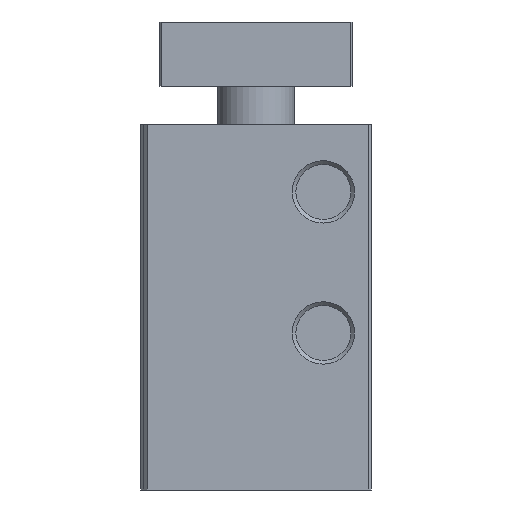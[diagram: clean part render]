
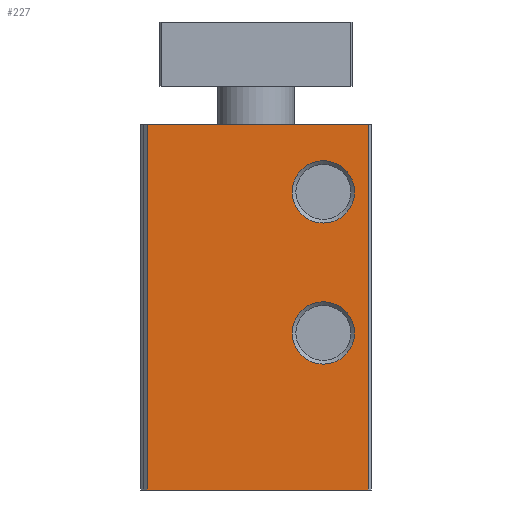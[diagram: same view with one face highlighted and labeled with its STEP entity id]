
A CAD part, front view. The second image highlights one B-rep face of the part: STEP entity #227.
In plain terms, the highlighted planar face has unit normal (0, -1, 0).
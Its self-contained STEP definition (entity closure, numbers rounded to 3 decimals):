
#227 = ADVANCED_FACE( '', ( #551, #552, #553 ), #554, .T. );
#551 = FACE_BOUND( '', #1261, .T. );
#552 = FACE_BOUND( '', #1262, .T. );
#553 = FACE_OUTER_BOUND( '', #1263, .T. );
#554 = PLANE( '', #1264 );
#1261 = EDGE_LOOP( '', ( #2099 ) );
#1262 = EDGE_LOOP( '', ( #2100 ) );
#1263 = EDGE_LOOP( '', ( #2101, #2102, #2103, #2104 ) );
#1264 = AXIS2_PLACEMENT_3D( '', #2105, #2106, #2107 );
#2099 = ORIENTED_EDGE( '', *, *, #4162, .F. );
#2100 = ORIENTED_EDGE( '', *, *, #4163, .F. );
#2101 = ORIENTED_EDGE( '', *, *, #4164, .F. );
#2102 = ORIENTED_EDGE( '', *, *, #4165, .F. );
#2103 = ORIENTED_EDGE( '', *, *, #4166, .T. );
#2104 = ORIENTED_EDGE( '', *, *, #4160, .T. );
#2105 = CARTESIAN_POINT( '', ( -17., -41.5, -57. ) );
#2106 = DIRECTION( '', ( 0., -1., 0. ) );
#2107 = DIRECTION( '', ( 0., 0., -1. ) );
#4160 = EDGE_CURVE( '', #4856, #4854, #4857, .T. );
#4162 = EDGE_CURVE( '', #4859, #4859, #4860, .T. );
#4163 = EDGE_CURVE( '', #4861, #4861, #4862, .T. );
#4164 = EDGE_CURVE( '', #4863, #4854, #4864, .T. );
#4165 = EDGE_CURVE( '', #4865, #4863, #4866, .T. );
#4166 = EDGE_CURVE( '', #4865, #4856, #4867, .T. );
#4854 = VERTEX_POINT( '', #6049 );
#4856 = VERTEX_POINT( '', #6052 );
#4857 = LINE( '', #6053, #6054 );
#4859 = VERTEX_POINT( '', #6057 );
#4860 = CIRCLE( '', #6058, 4.864 );
#4861 = VERTEX_POINT( '', #6059 );
#4862 = CIRCLE( '', #6060, 4.864 );
#4863 = VERTEX_POINT( '', #6061 );
#4864 = LINE( '', #6062, #6063 );
#4865 = VERTEX_POINT( '', #6064 );
#4866 = LINE( '', #6065, #6066 );
#4867 = LINE( '', #6067, #6068 );
#6049 = CARTESIAN_POINT( '', ( 17.5, -41.5, 0. ) );
#6052 = CARTESIAN_POINT( '', ( 17.5, -41.5, -57. ) );
#6053 = CARTESIAN_POINT( '', ( 17.5, -41.5, -57. ) );
#6054 = VECTOR( '', #7635, 1000. );
#6057 = CARTESIAN_POINT( '', ( 10.5, -41.5, -37.364 ) );
#6058 = AXIS2_PLACEMENT_3D( '', #7637, #7638, #7639 );
#6059 = CARTESIAN_POINT( '', ( 10.5, -41.5, -15.364 ) );
#6060 = AXIS2_PLACEMENT_3D( '', #7640, #7641, #7642 );
#6061 = CARTESIAN_POINT( '', ( -17., -41.5, 0. ) );
#6062 = CARTESIAN_POINT( '', ( -17., -41.5, 0. ) );
#6063 = VECTOR( '', #7643, 1000. );
#6064 = CARTESIAN_POINT( '', ( -17., -41.5, -57. ) );
#6065 = CARTESIAN_POINT( '', ( -17., -41.5, -57. ) );
#6066 = VECTOR( '', #7644, 1000. );
#6067 = CARTESIAN_POINT( '', ( -17., -41.5, -57. ) );
#6068 = VECTOR( '', #7645, 1000. );
#7635 = DIRECTION( '', ( 0., 0., 1. ) );
#7637 = CARTESIAN_POINT( '', ( 10.5, -41.5, -32.5 ) );
#7638 = DIRECTION( '', ( 0., -1., 0. ) );
#7639 = DIRECTION( '', ( 0., 0., -1. ) );
#7640 = CARTESIAN_POINT( '', ( 10.5, -41.5, -10.5 ) );
#7641 = DIRECTION( '', ( 0., -1., 0. ) );
#7642 = DIRECTION( '', ( 0., 0., -1. ) );
#7643 = DIRECTION( '', ( 1., 0., 0. ) );
#7644 = DIRECTION( '', ( 0., 0., 1. ) );
#7645 = DIRECTION( '', ( 1., 0., 0. ) );
